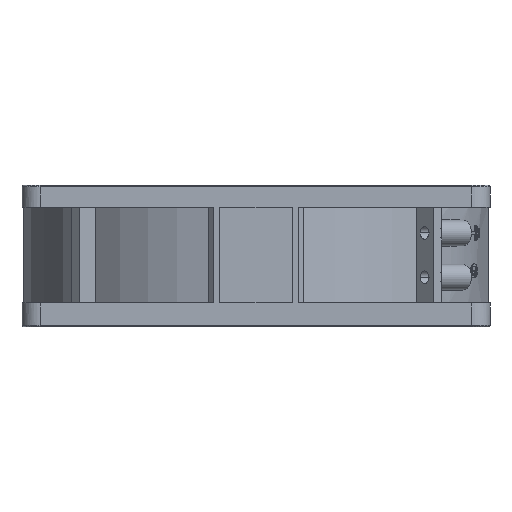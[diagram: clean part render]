
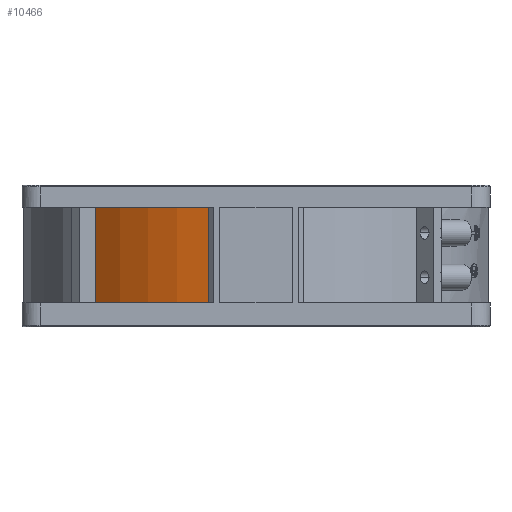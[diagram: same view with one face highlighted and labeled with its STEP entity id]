
A CAD part, left-side view. The second image highlights one B-rep face of the part: STEP entity #10466.
In plain terms, the highlighted cylindrical face has radius 63.2 mm (diameter 126.4 mm), a partial arc.
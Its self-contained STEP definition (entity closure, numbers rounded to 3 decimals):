
#231 = ORIENTED_EDGE ( 'NONE', *, *, #13316, .T. ) ;
#233 = ORIENTED_EDGE ( 'NONE', *, *, #21929, .T. ) ;
#1066 = VERTEX_POINT ( 'NONE', #24002 ) ;
#2977 = VERTEX_POINT ( 'NONE', #3970 ) ;
#3168 = LINE ( 'NONE', #16280, #20316 ) ;
#3263 = CARTESIAN_POINT ( 'NONE',  ( -61.849, 13., -4.7 ) ) ;
#3916 = AXIS2_PLACEMENT_3D ( 'NONE', #18250, #22193, #10455 ) ;
#3970 = CARTESIAN_POINT ( 'NONE',  ( -45.737, 43.616, -32. ) ) ;
#5490 = DIRECTION ( 'NONE',  ( 0., 0., 1. ) ) ;
#6666 = DIRECTION ( 'NONE',  ( 0., 0., -1. ) ) ;
#6765 = CIRCLE ( 'NONE', #23917, 63.2 ) ;
#7980 = EDGE_LOOP ( 'NONE', ( #19061, #233, #17339, #231 ) ) ;
#9043 = DIRECTION ( 'NONE',  ( -1., 0., 0. ) ) ;
#9760 = FACE_OUTER_BOUND ( 'NONE', #7980, .T. ) ;
#10112 = EDGE_CURVE ( 'NONE', #22136, #22164, #6765, .T. ) ;
#10171 = AXIS2_PLACEMENT_3D ( 'NONE', #16644, #22729, #9043 ) ;
#10455 = DIRECTION ( 'NONE',  ( -1., 0., 0. ) ) ;
#10466 = ADVANCED_FACE ( 'NONE', ( #9760 ), #13040, .T. ) ;
#11118 = CARTESIAN_POINT ( 'NONE',  ( 0., 0., -6. ) ) ;
#13040 = CYLINDRICAL_SURFACE ( 'NONE', #3916, 63.2 ) ;
#13316 = EDGE_CURVE ( 'NONE', #22136, #2977, #3168, .T. ) ;
#13449 = LINE ( 'NONE', #3263, #22798 ) ;
#15012 = DIRECTION ( 'NONE',  ( -1., 0., 0. ) ) ;
#16280 = CARTESIAN_POINT ( 'NONE',  ( -45.737, 43.616, -4.7 ) ) ;
#16644 = CARTESIAN_POINT ( 'NONE',  ( 0., 0., -32. ) ) ;
#17339 = ORIENTED_EDGE ( 'NONE', *, *, #10112, .F. ) ;
#17840 = CARTESIAN_POINT ( 'NONE',  ( -45.737, 43.616, -6. ) ) ;
#18250 = CARTESIAN_POINT ( 'NONE',  ( 0., 0., -4.7 ) ) ;
#19061 = ORIENTED_EDGE ( 'NONE', *, *, #24019, .T. ) ;
#19452 = CARTESIAN_POINT ( 'NONE',  ( -61.849, 13., -6. ) ) ;
#20316 = VECTOR ( 'NONE', #6666, 1000. ) ;
#20718 = CIRCLE ( 'NONE', #10171, 63.2 ) ;
#20891 = DIRECTION ( 'NONE',  ( 0., 0., 1. ) ) ;
#21929 = EDGE_CURVE ( 'NONE', #1066, #22164, #13449, .T. ) ;
#22136 = VERTEX_POINT ( 'NONE', #17840 ) ;
#22164 = VERTEX_POINT ( 'NONE', #19452 ) ;
#22193 = DIRECTION ( 'NONE',  ( 0., 0., -1. ) ) ;
#22729 = DIRECTION ( 'NONE',  ( 0., 0., 1. ) ) ;
#22798 = VECTOR ( 'NONE', #20891, 1000. ) ;
#23917 = AXIS2_PLACEMENT_3D ( 'NONE', #11118, #5490, #15012 ) ;
#24002 = CARTESIAN_POINT ( 'NONE',  ( -61.849, 13., -32. ) ) ;
#24019 = EDGE_CURVE ( 'NONE', #2977, #1066, #20718, .T. ) ;
